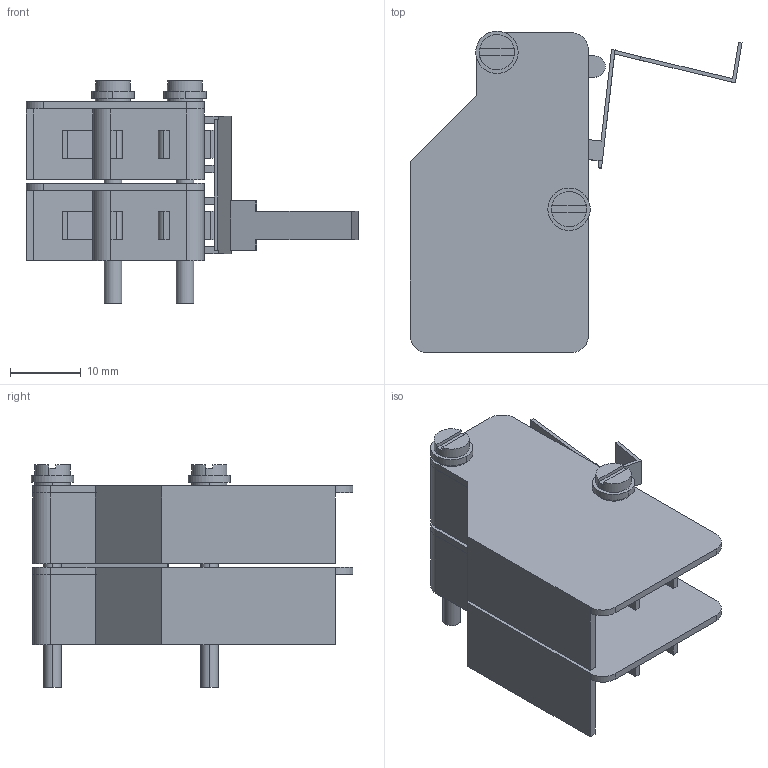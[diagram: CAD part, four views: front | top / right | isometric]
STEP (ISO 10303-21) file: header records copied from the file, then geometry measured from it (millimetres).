
FILE_DESCRIPTION((''),'2;1');
FILE_NAME('ASM0104J_ASM','2021-10-12T',('marketing.praksa'),('Audax d.o.o.'),'CREO PARAMETRIC BY PTC INC, 2017480','CREO PARAMETRIC BY PTC INC, 2017480','');
FILE_SCHEMA(('AUTOMOTIVE_DESIGN { 1 0 10303 214 1 1 1 1 }'));
Length unit declared in the file: millimetre
Products named in the file (21): PRT7220_1_1_1; PRT7220_1_2_1; PRT7220_1_ASM_1_ASM; LBS-PS11_1_1; PRT7221_1_1_1_1; PRT7221_1_2_1_1; PRT7221_1_3_1_1; PRT7221_1_ASM_1_1_ASM; PRT7222_1_1_1; PRT7223_1_1_1_1; PRT7223_1_2_1_1; PRT7223_1_3_1_1; PRT7223_1_ASM_1_1_ASM; PRT7222_1_1; PRT7221_1_1_1; PRT7221_1_2_1; PRT7221_1_3_1; PRT7221_1_ASM_1_ASM; PRT7219_1_1_1; LBS-PS11_1_1_1; ASM0104J_ASM
Assembly tree (20 placements, depth 3):
  ASM0104J_ASM
    PRT7220_1_ASM_1_ASM
      PRT7220_1_1_1
      PRT7220_1_2_1
    LBS-PS11_1_1
    PRT7221_1_ASM_1_1_ASM
      PRT7221_1_1_1_1
      PRT7221_1_2_1_1
      PRT7221_1_3_1_1
    PRT7222_1_1_1
    PRT7223_1_ASM_1_1_ASM
      PRT7223_1_1_1_1
      PRT7223_1_2_1_1
      PRT7223_1_3_1_1
    PRT7222_1_1
    PRT7221_1_ASM_1_ASM
      PRT7221_1_1_1
      PRT7221_1_2_1
      PRT7221_1_3_1
    PRT7219_1_1_1
    LBS-PS11_1_1_1
Bounding box: 46.98 x 45.5 x 31.5 mm (x, y, z)
Volume: 12179.9 mm3; surface area: 12184.1 mm2
Topology: 17 solids, 17 shells, 322 faces, 874 edges, 598 vertices
Faces by surface type: plane 216, cylinder 106
Entity records: 15274 total; most frequent: CARTESIAN_POINT 1951, DIRECTION 1873, ORIENTED_EDGE 1748, PRESENTATION_STYLE_ASSIGNMENT 987, STYLED_ITEM 987, CURVE_STYLE 874, EDGE_CURVE 874, AXIS2_PLACEMENT_3D 641
